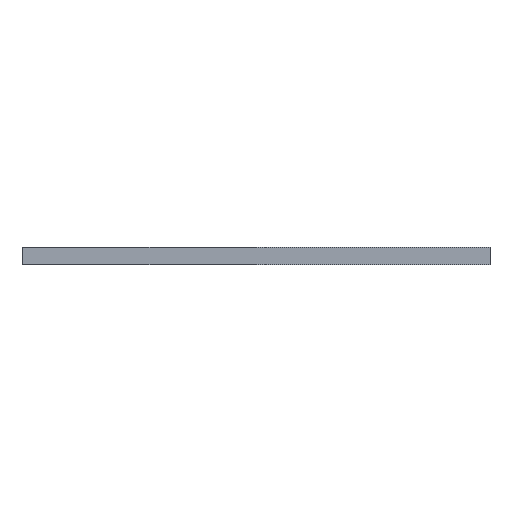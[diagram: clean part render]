
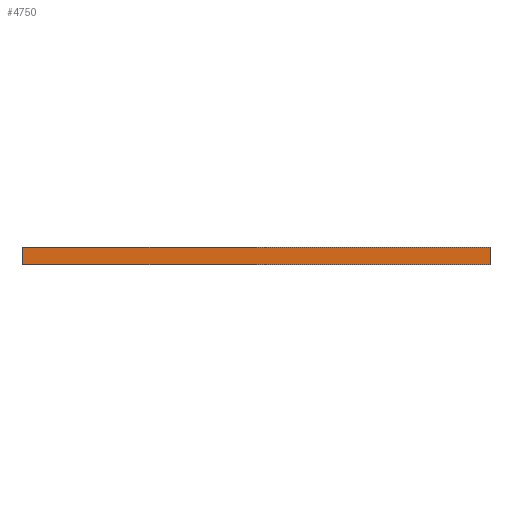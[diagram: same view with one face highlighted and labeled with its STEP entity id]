
A CAD part, left-side view. The second image highlights one B-rep face of the part: STEP entity #4750.
In plain terms, the highlighted planar face has unit normal (-1, 0, 0).
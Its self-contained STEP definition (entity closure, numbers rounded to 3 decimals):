
#60 = CARTESIAN_POINT ( 'NONE',  ( -22.4, -22.875, 0.85 ) ) ;
#643 = EDGE_CURVE ( 'NONE', #1342, #6044, #6124, .T. ) ;
#1020 = VECTOR ( 'NONE', #3499, 1000. ) ;
#1342 = VERTEX_POINT ( 'NONE', #6329 ) ;
#1413 = VERTEX_POINT ( 'NONE', #6352 ) ;
#1512 = VECTOR ( 'NONE', #3326, 1000. ) ;
#1964 = FACE_OUTER_BOUND ( 'NONE', #2857, .T. ) ;
#2052 = VECTOR ( 'NONE', #5037, 1000. ) ;
#2158 = EDGE_CURVE ( 'NONE', #1342, #5793, #3735, .T. ) ;
#2259 = ORIENTED_EDGE ( 'NONE', *, *, #643, .T. ) ;
#2421 = ORIENTED_EDGE ( 'NONE', *, *, #2158, .F. ) ;
#2691 = LINE ( 'NONE', #5531, #2052 ) ;
#2806 = CARTESIAN_POINT ( 'NONE',  ( -22.4, -22.875, -0.85 ) ) ;
#2857 = EDGE_LOOP ( 'NONE', ( #5241, #2421, #2259, #5618 ) ) ;
#3119 = DIRECTION ( 'NONE',  ( 0., 0., 1. ) ) ;
#3192 = DIRECTION ( 'NONE',  ( -1., 0., 0. ) ) ;
#3326 = DIRECTION ( 'NONE',  ( 0., 1., 0. ) ) ;
#3499 = DIRECTION ( 'NONE',  ( 0., 0., -1. ) ) ;
#3613 = DIRECTION ( 'NONE',  ( 0., 1., 0. ) ) ;
#3735 = LINE ( 'NONE', #6005, #1020 ) ;
#4135 = PLANE ( 'NONE',  #5991 ) ;
#4143 = LINE ( 'NONE', #2806, #1512 ) ;
#4263 = EDGE_CURVE ( 'NONE', #6044, #1413, #2691, .T. ) ;
#4296 = CARTESIAN_POINT ( 'NONE',  ( -22.4, 22.875, 0.85 ) ) ;
#4640 = CARTESIAN_POINT ( 'NONE',  ( -22.4, -22.875, 0.85 ) ) ;
#4750 = ADVANCED_FACE ( 'NONE', ( #1964 ), #4135, .T. ) ;
#5037 = DIRECTION ( 'NONE',  ( 0., 0., -1. ) ) ;
#5241 = ORIENTED_EDGE ( 'NONE', *, *, #5925, .F. ) ;
#5531 = CARTESIAN_POINT ( 'NONE',  ( -22.4, 22.875, 0.85 ) ) ;
#5618 = ORIENTED_EDGE ( 'NONE', *, *, #4263, .T. ) ;
#5793 = VERTEX_POINT ( 'NONE', #6218 ) ;
#5925 = EDGE_CURVE ( 'NONE', #5793, #1413, #4143, .T. ) ;
#5991 = AXIS2_PLACEMENT_3D ( 'NONE', #4640, #3192, #3119 ) ;
#6005 = CARTESIAN_POINT ( 'NONE',  ( -22.4, -22.875, 0.85 ) ) ;
#6044 = VERTEX_POINT ( 'NONE', #4296 ) ;
#6124 = LINE ( 'NONE', #60, #6358 ) ;
#6218 = CARTESIAN_POINT ( 'NONE',  ( -22.4, -22.875, -0.85 ) ) ;
#6329 = CARTESIAN_POINT ( 'NONE',  ( -22.4, -22.875, 0.85 ) ) ;
#6352 = CARTESIAN_POINT ( 'NONE',  ( -22.4, 22.875, -0.85 ) ) ;
#6358 = VECTOR ( 'NONE', #3613, 1000. ) ;
